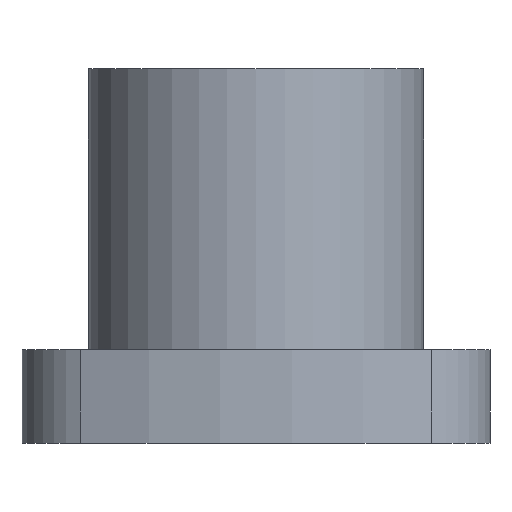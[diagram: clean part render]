
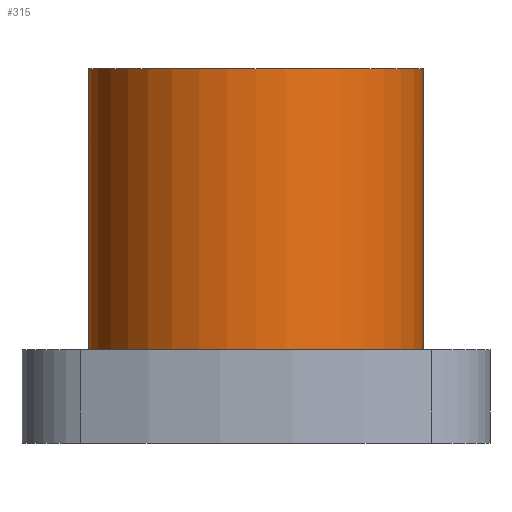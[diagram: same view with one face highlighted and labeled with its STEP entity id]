
A CAD part, front view. The second image highlights one B-rep face of the part: STEP entity #315.
In plain terms, the highlighted cylindrical face has radius 10.75 mm (diameter 21.5 mm), a full revolution.
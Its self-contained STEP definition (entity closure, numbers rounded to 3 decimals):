
#47=CYLINDRICAL_SURFACE('',#350,10.75);
#63=FACE_BOUND('',#111,.T.);
#80=FACE_OUTER_BOUND('',#110,.T.);
#110=EDGE_LOOP('',(#242));
#111=EDGE_LOOP('',(#243));
#142=CIRCLE('',#351,10.75);
#143=CIRCLE('',#352,10.75);
#168=VERTEX_POINT('',#519);
#169=VERTEX_POINT('',#521);
#198=EDGE_CURVE('',#168,#168,#142,.T.);
#199=EDGE_CURVE('',#169,#169,#143,.T.);
#242=ORIENTED_EDGE('',*,*,#198,.F.);
#243=ORIENTED_EDGE('',*,*,#199,.F.);
#315=ADVANCED_FACE('',(#80,#63),#47,.T.);
#350=AXIS2_PLACEMENT_3D('',#518,#420,#421);
#351=AXIS2_PLACEMENT_3D('',#520,#422,#423);
#352=AXIS2_PLACEMENT_3D('',#522,#424,#425);
#420=DIRECTION('center_axis',(0.,0.,1.));
#421=DIRECTION('ref_axis',(-1.,0.,0.));
#422=DIRECTION('center_axis',(0.,0.,1.));
#423=DIRECTION('ref_axis',(-1.,0.,0.));
#424=DIRECTION('center_axis',(0.,0.,-1.));
#425=DIRECTION('ref_axis',(-1.,0.,0.));
#518=CARTESIAN_POINT('Origin',(0.,0.,9.));
#519=CARTESIAN_POINT('',(-10.75,0.,18.));
#520=CARTESIAN_POINT('Origin',(0.,0.,18.));
#521=CARTESIAN_POINT('',(-10.75,0.,0.));
#522=CARTESIAN_POINT('Origin',(0.,0.,0.));
